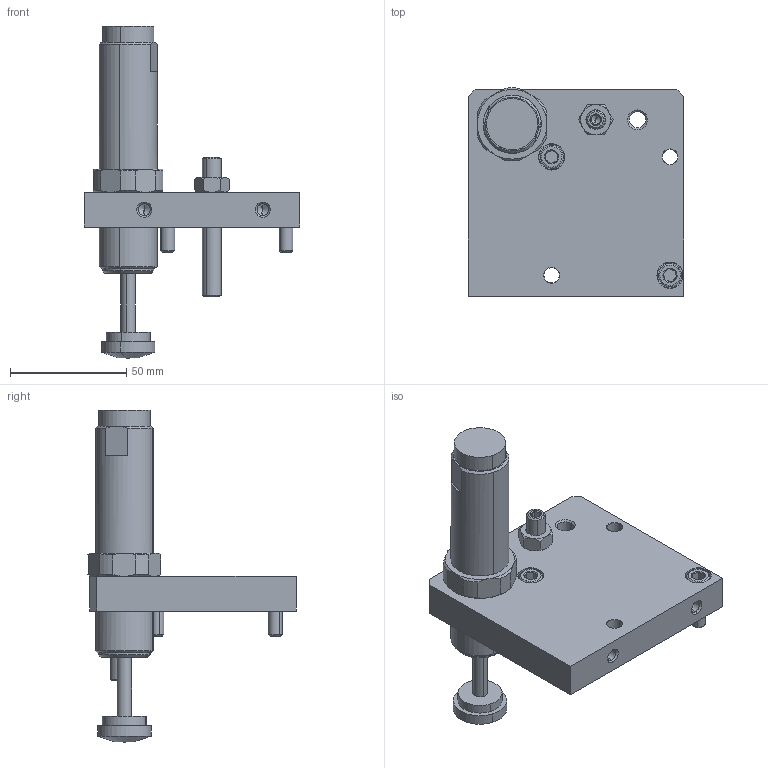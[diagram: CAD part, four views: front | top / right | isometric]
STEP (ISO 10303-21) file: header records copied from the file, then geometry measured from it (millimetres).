
FILE_DESCRIPTION(( 'AS-40.STEP' ), '1');
FILE_NAME( 'AS-40.STEP', '2021-05-17T09:48:09',( 'Sopra'),('sopra-pneumatic.com'), 'SwSTEP 2.0','SolidWorks 2009','' );
FILE_SCHEMA (( 'CONFIG_CONTROL_DESIGN' ));
Length unit declared in the file: millimetre
Products named in the file (9): SC650EUM-1; _KM25; 1408-0021_Platte AS40 fest; 1408-0001_Modell_Anschlag AS 40 fest; _SC650EUM-1(Standard_Standard)_p2; Gewindestift M8x60; Mutter M8 DIN 934; _SC650EUM-1(Standard_Standard_Standard_-)_p1; M6 x 20
Assembly tree (9 placements, depth 3):
  1408-0001_Modell_Anschlag AS 40 fest
    1408-0021_Platte AS40 fest
    SC650EUM-1
      _SC650EUM-1(Standard_Standard_Standard_-)_p1
      _SC650EUM-1(Standard_Standard)_p2
    _KM25
    Gewindestift M8x60
    Mutter M8 DIN 934
    M6 x 20  x2
Bounding box: 93 x 89.76 x 143 mm (x, y, z)
Volume: 175861.6 mm3; surface area: 42091.7 mm2
Topology: 8 solids, 9 shells, 254 faces, 562 edges, 336 vertices
Faces by surface type: cone 105, plane 77, cylinder 66, torus 4, bspline 2
Entity records: 7630 total; most frequent: CARTESIAN_POINT 1467, DIRECTION 1163, ORIENTED_EDGE 1020, EDGE_CURVE 510, AXIS2_PLACEMENT_3D 480, VERTEX_POINT 308, EDGE_LOOP 266, CIRCLE 237
